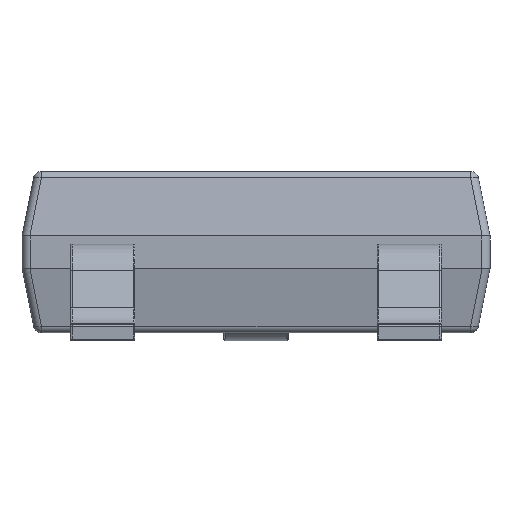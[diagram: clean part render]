
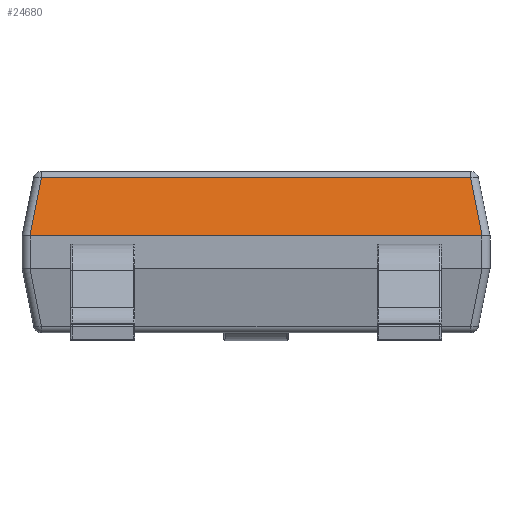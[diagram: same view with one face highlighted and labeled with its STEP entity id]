
A CAD part, left-side view. The second image highlights one B-rep face of the part: STEP entity #24680.
In plain terms, the highlighted planar face has unit normal (-0.981, 0, 0.196).
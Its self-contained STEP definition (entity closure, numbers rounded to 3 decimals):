
#95 = CARTESIAN_POINT ( 'NONE',  ( -0.65, 1.401, 0.7 ) ) ;
#941 = CARTESIAN_POINT ( 'NONE',  ( -0.65, -1.401, 0.7 ) ) ;
#1155 = CARTESIAN_POINT ( 'NONE',  ( -0.65, -1.401, 0.7 ) ) ;
#1411 = VERTEX_POINT ( 'NONE', #24977 ) ;
#1424 = CARTESIAN_POINT ( 'NONE',  ( -0.578, -1.329, 1.06 ) ) ;
#1457 = EDGE_CURVE ( 'NONE', #8315, #30032, #13188, .T. ) ;
#1512 = LINE ( 'NONE', #10613, #26916 ) ;
#4195 = DIRECTION ( 'NONE',  ( -0.981, 0., 0.196 ) ) ;
#4836 = ORIENTED_EDGE ( 'NONE', *, *, #21312, .T. ) ;
#4868 = VERTEX_POINT ( 'NONE', #15767 ) ;
#4994 = CARTESIAN_POINT ( 'NONE',  ( -0.65, 1.4, 0.7 ) ) ;
#5064 = LINE ( 'NONE', #30800, #19983 ) ;
#7207 = ORIENTED_EDGE ( 'NONE', *, *, #18561, .F. ) ;
#7814 = CARTESIAN_POINT ( 'NONE',  ( -0.65, 1.4, 0.7 ) ) ;
#8315 = VERTEX_POINT ( 'NONE', #15346 ) ;
#8328 = CARTESIAN_POINT ( 'NONE',  ( -0.65, -1.4, 0.7 ) ) ;
#9037 = VECTOR ( 'NONE', #21106, 1000. ) ;
#9148 =( BOUNDED_CURVE ( )  B_SPLINE_CURVE ( 3, ( #12385, #8328, #941, #10512 ),
 .UNSPECIFIED., .F., .T. ) 
 B_SPLINE_CURVE_WITH_KNOTS ( ( 4, 4 ),
 ( 0., 0.019 ),
 .UNSPECIFIED. ) 
 CURVE ( )  GEOMETRIC_REPRESENTATION_ITEM ( )  RATIONAL_B_SPLINE_CURVE ( ( 1., 1., 1., 1. ) ) 
 REPRESENTATION_ITEM ( '' )  );
#9308 = VERTEX_POINT ( 'NONE', #1155 ) ;
#10081 = VECTOR ( 'NONE', #13492, 1000. ) ;
#10512 = CARTESIAN_POINT ( 'NONE',  ( -0.65, -1.401, 0.7 ) ) ;
#10613 = CARTESIAN_POINT ( 'NONE',  ( -0.578, 0., 1.06 ) ) ;
#12314 = ORIENTED_EDGE ( 'NONE', *, *, #26907, .T. ) ;
#12385 = CARTESIAN_POINT ( 'NONE',  ( -0.65, -1.4, 0.7 ) ) ;
#12797 = DIRECTION ( 'NONE',  ( 0., 1., 0. ) ) ;
#13188 = LINE ( 'NONE', #15670, #10081 ) ;
#13492 = DIRECTION ( 'NONE',  ( -0.192, 0.192, -0.962 ) ) ;
#13956 = AXIS2_PLACEMENT_3D ( 'NONE', #20801, #4195, #25070 ) ;
#14218 = CARTESIAN_POINT ( 'NONE',  ( -0.65, 1.401, 0.7 ) ) ;
#14598 = DIRECTION ( 'NONE',  ( 0., 1., 0. ) ) ;
#15160 = ORIENTED_EDGE ( 'NONE', *, *, #23237, .T. ) ;
#15346 = CARTESIAN_POINT ( 'NONE',  ( -0.578, 1.329, 1.06 ) ) ;
#15670 = CARTESIAN_POINT ( 'NONE',  ( -0.521, 1.272, 1.345 ) ) ;
#15767 = CARTESIAN_POINT ( 'NONE',  ( -0.65, -1.4, 0.7 ) ) ;
#16080 = FACE_OUTER_BOUND ( 'NONE', #22373, .T. ) ;
#16219 = CARTESIAN_POINT ( 'NONE',  ( -0.521, -1.272, 1.345 ) ) ;
#18414 = CARTESIAN_POINT ( 'NONE',  ( -0.65, 1.401, 0.7 ) ) ;
#18561 = EDGE_CURVE ( 'NONE', #4868, #1411, #5064, .T. ) ;
#18635 = EDGE_CURVE ( 'NONE', #4868, #9308, #9148, .T. ) ;
#19983 = VECTOR ( 'NONE', #14598, 1000. ) ;
#20801 = CARTESIAN_POINT ( 'NONE',  ( -0.57, 0., 1.1 ) ) ;
#21106 = DIRECTION ( 'NONE',  ( 0.192, 0.192, 0.962 ) ) ;
#21312 = EDGE_CURVE ( 'NONE', #30032, #1411, #27239, .T. ) ;
#22373 = EDGE_LOOP ( 'NONE', ( #31039, #4836, #7207, #24020, #12314, #15160 ) ) ;
#23237 = EDGE_CURVE ( 'NONE', #26328, #8315, #1512, .T. ) ;
#24020 = ORIENTED_EDGE ( 'NONE', *, *, #18635, .T. ) ;
#24680 = ADVANCED_FACE ( 'NONE', ( #16080 ), #25716, .T. ) ;
#24977 = CARTESIAN_POINT ( 'NONE',  ( -0.65, 1.4, 0.7 ) ) ;
#25070 = DIRECTION ( 'NONE',  ( 0., 1., 0. ) ) ;
#25716 = PLANE ( 'NONE',  #13956 ) ;
#26328 = VERTEX_POINT ( 'NONE', #1424 ) ;
#26907 = EDGE_CURVE ( 'NONE', #9308, #26328, #28209, .T. ) ;
#26916 = VECTOR ( 'NONE', #12797, 1000. ) ;
#27239 =( BOUNDED_CURVE ( )  B_SPLINE_CURVE ( 3, ( #95, #14218, #4994, #7814 ),
 .UNSPECIFIED., .F., .T. ) 
 B_SPLINE_CURVE_WITH_KNOTS ( ( 4, 4 ),
 ( 6.264, 6.283 ),
 .UNSPECIFIED. ) 
 CURVE ( )  GEOMETRIC_REPRESENTATION_ITEM ( )  RATIONAL_B_SPLINE_CURVE ( ( 1., 1., 1., 1. ) ) 
 REPRESENTATION_ITEM ( '' )  );
#28209 = LINE ( 'NONE', #16219, #9037 ) ;
#30032 = VERTEX_POINT ( 'NONE', #18414 ) ;
#30800 = CARTESIAN_POINT ( 'NONE',  ( -0.65, 1.45, 0.7 ) ) ;
#31039 = ORIENTED_EDGE ( 'NONE', *, *, #1457, .T. ) ;
